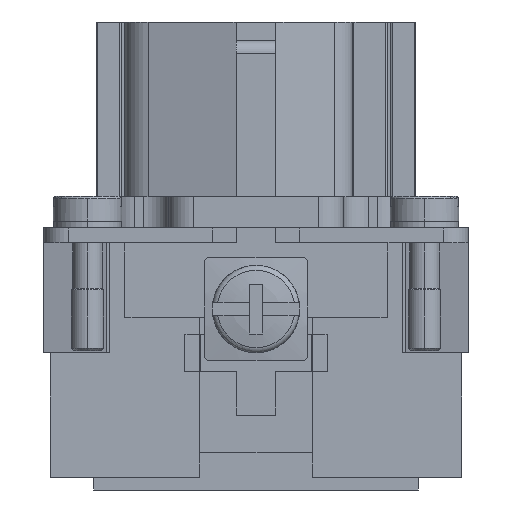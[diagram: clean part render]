
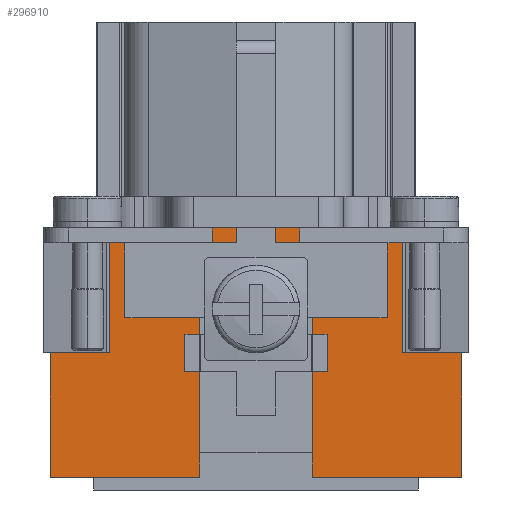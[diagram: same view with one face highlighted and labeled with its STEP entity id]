
A CAD part, left-side view. The second image highlights one B-rep face of the part: STEP entity #296910.
In plain terms, the highlighted planar face has unit normal (-1, 0, 0).
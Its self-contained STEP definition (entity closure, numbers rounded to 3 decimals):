
#227690=CARTESIAN_POINT('',(-31.5,16.5,-20.));
#227700=VERTEX_POINT('',#227690);
#227730=CARTESIAN_POINT('',(-31.5,16.5,-20.));
#227740=DIRECTION('',(0.,-1.,0.));
#227750=VECTOR('',#227740,12.);
#227760=LINE('',#227730,#227750);
#227770=CARTESIAN_POINT('',(-31.5,4.5,-20.));
#227780=VERTEX_POINT('',#227770);
#227790=EDGE_CURVE('',#227700,#227780,#227760,.T.);
#228650=CARTESIAN_POINT('',(-31.5,-4.5,-20.));
#228660=VERTEX_POINT('',#228650);
#228690=CARTESIAN_POINT('',(-31.5,-4.5,-20.));
#228700=DIRECTION('',(0.,-1.,0.));
#228710=VECTOR('',#228700,12.);
#228720=LINE('',#228690,#228710);
#228730=CARTESIAN_POINT('',(-31.5,-16.5,-20.));
#228740=VERTEX_POINT('',#228730);
#228750=EDGE_CURVE('',#228660,#228740,#228720,.T.);
#295900=CARTESIAN_POINT('',(-31.5,16.5,0.));
#295910=DIRECTION('',(-1.,0.,0.));
#295920=DIRECTION('',(0.,0.,1.));
#295930=AXIS2_PLACEMENT_3D('',#295900,#295910,#295920);
#295940=PLANE('',#295930);
#295950=CARTESIAN_POINT('',(-31.5,4.5,-18.));
#295960=DIRECTION('',(0.,0.,1.));
#295970=VECTOR('',#295960,16.8);
#295980=LINE('',#295950,#295970);
#295990=CARTESIAN_POINT('',(-31.5,4.5,-18.));
#296000=VERTEX_POINT('',#295990);
#296010=CARTESIAN_POINT('',(-31.5,4.5,-1.2));
#296020=VERTEX_POINT('',#296010);
#296030=EDGE_CURVE('',#296000,#296020,#295980,.T.);
#296040=ORIENTED_EDGE('',*,*,#296030,.T.);
#296050=CARTESIAN_POINT('',(-31.5,4.5,-20.));
#296060=DIRECTION('',(0.,0.,1.));
#296070=VECTOR('',#296060,2.);
#296080=LINE('',#296050,#296070);
#296090=EDGE_CURVE('',#227780,#296000,#296080,.T.);
#296100=ORIENTED_EDGE('',*,*,#296090,.T.);
#296110=ORIENTED_EDGE('',*,*,#227790,.T.);
#296120=CARTESIAN_POINT('',(-31.5,16.5,-10.));
#296130=DIRECTION('',(0.,0.,-1.));
#296140=VECTOR('',#296130,10.);
#296150=LINE('',#296120,#296140);
#296160=CARTESIAN_POINT('',(-31.5,16.5,-10.));
#296170=VERTEX_POINT('',#296160);
#296180=EDGE_CURVE('',#296170,#227700,#296150,.T.);
#296190=ORIENTED_EDGE('',*,*,#296180,.T.);
#296200=CARTESIAN_POINT('',(-31.5,11.75,-10.));
#296210=DIRECTION('',(0.,1.,0.));
#296220=VECTOR('',#296210,4.75);
#296230=LINE('',#296200,#296220);
#296240=CARTESIAN_POINT('',(-31.5,11.75,-10.));
#296250=VERTEX_POINT('',#296240);
#296260=EDGE_CURVE('',#296250,#296170,#296230,.T.);
#296270=ORIENTED_EDGE('',*,*,#296260,.T.);
#296280=CARTESIAN_POINT('',(-31.5,11.75,0.));
#296290=DIRECTION('',(0.,0.,-1.));
#296300=VECTOR('',#296290,10.);
#296310=LINE('',#296280,#296300);
#296320=CARTESIAN_POINT('',(-31.5,11.75,0.));
#296330=VERTEX_POINT('',#296320);
#296340=EDGE_CURVE('',#296330,#296250,#296310,.T.);
#296350=ORIENTED_EDGE('',*,*,#296340,.T.);
#296360=CARTESIAN_POINT('',(-31.5,-11.75,0.));
#296370=DIRECTION('',(0.,1.,0.));
#296380=VECTOR('',#296370,23.5);
#296390=LINE('',#296360,#296380);
#296400=CARTESIAN_POINT('',(-31.5,-11.75,0.));
#296410=VERTEX_POINT('',#296400);
#296420=EDGE_CURVE('',#296410,#296330,#296390,.T.);
#296430=ORIENTED_EDGE('',*,*,#296420,.T.);
#296440=CARTESIAN_POINT('',(-31.5,-11.75,-10.));
#296450=DIRECTION('',(0.,0.,1.));
#296460=VECTOR('',#296450,10.);
#296470=LINE('',#296440,#296460);
#296480=CARTESIAN_POINT('',(-31.5,-11.75,-10.));
#296490=VERTEX_POINT('',#296480);
#296500=EDGE_CURVE('',#296490,#296410,#296470,.T.);
#296510=ORIENTED_EDGE('',*,*,#296500,.T.);
#296520=CARTESIAN_POINT('',(-31.5,-16.5,-10.));
#296530=DIRECTION('',(0.,1.,0.));
#296540=VECTOR('',#296530,4.75);
#296550=LINE('',#296520,#296540);
#296560=CARTESIAN_POINT('',(-31.5,-16.5,-10.));
#296570=VERTEX_POINT('',#296560);
#296580=EDGE_CURVE('',#296570,#296490,#296550,.T.);
#296590=ORIENTED_EDGE('',*,*,#296580,.T.);
#296600=CARTESIAN_POINT('',(-31.5,-16.5,-10.));
#296610=DIRECTION('',(0.,0.,-1.));
#296620=VECTOR('',#296610,10.);
#296630=LINE('',#296600,#296620);
#296640=EDGE_CURVE('',#296570,#228740,#296630,.T.);
#296650=ORIENTED_EDGE('',*,*,#296640,.F.);
#296660=ORIENTED_EDGE('',*,*,#228750,.T.);
#296670=CARTESIAN_POINT('',(-31.5,-4.5,-18.));
#296680=DIRECTION('',(0.,0.,-1.));
#296690=VECTOR('',#296680,2.);
#296700=LINE('',#296670,#296690);
#296710=CARTESIAN_POINT('',(-31.5,-4.5,-18.));
#296720=VERTEX_POINT('',#296710);
#296730=EDGE_CURVE('',#296720,#228660,#296700,.T.);
#296740=ORIENTED_EDGE('',*,*,#296730,.T.);
#296750=CARTESIAN_POINT('',(-31.5,-4.5,-1.2));
#296760=DIRECTION('',(0.,0.,-1.));
#296770=VECTOR('',#296760,16.8);
#296780=LINE('',#296750,#296770);
#296790=CARTESIAN_POINT('',(-31.5,-4.5,-1.2));
#296800=VERTEX_POINT('',#296790);
#296810=EDGE_CURVE('',#296800,#296720,#296780,.T.);
#296820=ORIENTED_EDGE('',*,*,#296810,.T.);
#296830=CARTESIAN_POINT('',(-31.5,4.5,-1.2));
#296840=DIRECTION('',(0.,-1.,0.));
#296850=VECTOR('',#296840,9.);
#296860=LINE('',#296830,#296850);
#296870=EDGE_CURVE('',#296020,#296800,#296860,.T.);
#296880=ORIENTED_EDGE('',*,*,#296870,.T.);
#296890=EDGE_LOOP('',(#296880,#296820,#296740,#296660,#296650,#296590,
#296510,#296430,#296350,#296270,#296190,#296110,#296100,#296040));
#296900=FACE_OUTER_BOUND('',#296890,.T.);
#296910=ADVANCED_FACE('',(#296900),#295940,.T.);
